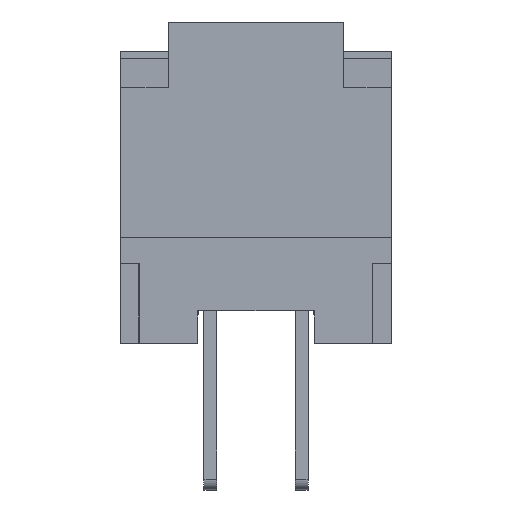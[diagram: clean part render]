
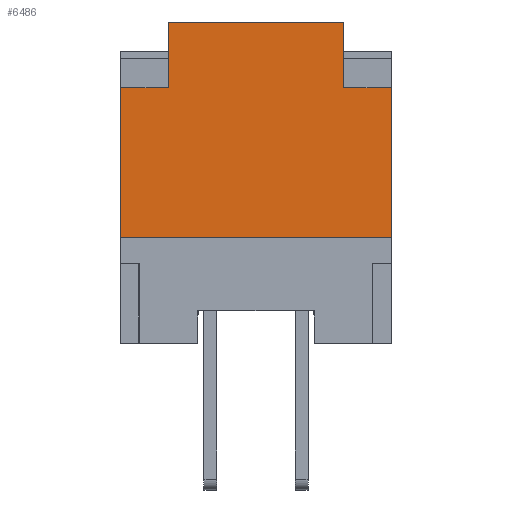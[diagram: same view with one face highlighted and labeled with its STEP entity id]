
A CAD part, front view. The second image highlights one B-rep face of the part: STEP entity #6486.
In plain terms, the highlighted face is planar.
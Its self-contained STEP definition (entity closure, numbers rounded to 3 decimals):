
#208 = VERTEX_POINT ( 'NONE', #847 ) ;
#260 = EDGE_CURVE ( 'NONE', #335, #208, #1063, .T. ) ;
#335 = VERTEX_POINT ( 'NONE', #1049 ) ;
#847 = CARTESIAN_POINT ( 'NONE',  ( 15.2, -2.1, 3.7 ) ) ;
#1049 = CARTESIAN_POINT ( 'NONE',  ( 15.2, -2.1, -3.7 ) ) ;
#1063 = LINE ( 'NONE', #1068, #1067 ) ;
#1066 = DIRECTION ( 'NONE',  ( 0., 0., 1. ) ) ;
#1067 = VECTOR ( 'NONE', #1066, 1000. ) ;
#1068 = CARTESIAN_POINT ( 'NONE',  ( 15.2, -2.1, 0. ) ) ;
#3670 = DIRECTION ( 'NONE',  ( 0., 0., -1. ) ) ;
#3671 = VECTOR ( 'NONE', #3670, 1000. ) ;
#3672 = CARTESIAN_POINT ( 'NONE',  ( 15.2, 3.8, 0. ) ) ;
#3673 = LINE ( 'NONE', #3672, #3671 ) ;
#3677 = CARTESIAN_POINT ( 'NONE',  ( 15.2, 2., 2.4 ) ) ;
#3834 = CARTESIAN_POINT ( 'NONE',  ( 15.2, 2., -2.4 ) ) ;
#4286 = FACE_OUTER_BOUND ( 'NONE', #6492, .T. ) ;
#4324 = DIRECTION ( 'NONE',  ( 0., 0., 1. ) ) ;
#4325 = DIRECTION ( 'NONE',  ( -1., 0., 0. ) ) ;
#4326 = CARTESIAN_POINT ( 'NONE',  ( 15.2, -2.1, -3.7 ) ) ;
#4327 = AXIS2_PLACEMENT_3D ( 'NONE', #4326, #4325, #4324 ) ;
#4328 = PLANE ( 'NONE',  #4327 ) ;
#4404 = CARTESIAN_POINT ( 'NONE',  ( 15.2, 2., 3.7 ) ) ;
#4415 = DIRECTION ( 'NONE',  ( 0., 0., 1. ) ) ;
#4416 = VECTOR ( 'NONE', #4415, 1000. ) ;
#4417 = CARTESIAN_POINT ( 'NONE',  ( 15.2, 2., 3.05 ) ) ;
#4418 = LINE ( 'NONE', #4417, #4416 ) ;
#4419 = DIRECTION ( 'NONE',  ( 0., 1., 0. ) ) ;
#4420 = VECTOR ( 'NONE', #4419, 1000. ) ;
#4421 = CARTESIAN_POINT ( 'NONE',  ( 15.2, -1., -3.7 ) ) ;
#4422 = LINE ( 'NONE', #4421, #4420 ) ;
#4423 = DIRECTION ( 'NONE',  ( 0., 1., 0. ) ) ;
#4424 = VECTOR ( 'NONE', #4423, 1000. ) ;
#4425 = CARTESIAN_POINT ( 'NONE',  ( 15.2, -1., 3.7 ) ) ;
#4426 = LINE ( 'NONE', #4425, #4424 ) ;
#4640 = CARTESIAN_POINT ( 'NONE',  ( 15.2, 2., -3.7 ) ) ;
#4641 = DIRECTION ( 'NONE',  ( 0., 1., 0. ) ) ;
#4642 = VECTOR ( 'NONE', #4641, 1000. ) ;
#4643 = CARTESIAN_POINT ( 'NONE',  ( 15.2, 0.85, 2.4 ) ) ;
#4644 = LINE ( 'NONE', #4643, #4642 ) ;
#4665 = CARTESIAN_POINT ( 'NONE',  ( 15.2, 3.8, 2.4 ) ) ;
#5144 = CARTESIAN_POINT ( 'NONE',  ( 15.2, 3.8, -2.4 ) ) ;
#5145 = DIRECTION ( 'NONE',  ( 0., -1., 0. ) ) ;
#5169 = VECTOR ( 'NONE', #5145, 1000. ) ;
#5170 = CARTESIAN_POINT ( 'NONE',  ( 15.2, 0.85, -2.4 ) ) ;
#5171 = LINE ( 'NONE', #5170, #5169 ) ;
#5213 = DIRECTION ( 'NONE',  ( 0., 0., -1. ) ) ;
#5217 = VECTOR ( 'NONE', #5213, 1000. ) ;
#5218 = CARTESIAN_POINT ( 'NONE',  ( 15.2, 2., 0. ) ) ;
#5219 = LINE ( 'NONE', #5218, #5217 ) ;
#6098 = VERTEX_POINT ( 'NONE', #3677 ) ;
#6102 = EDGE_CURVE ( 'NONE', #6298, #6277, #3673, .T. ) ;
#6139 = VERTEX_POINT ( 'NONE', #3834 ) ;
#6274 = EDGE_CURVE ( 'NONE', #6277, #6139, #5171, .T. ) ;
#6277 = VERTEX_POINT ( 'NONE', #5144 ) ;
#6298 = VERTEX_POINT ( 'NONE', #4665 ) ;
#6300 = EDGE_CURVE ( 'NONE', #6098, #6298, #4644, .T. ) ;
#6302 = VERTEX_POINT ( 'NONE', #4640 ) ;
#6386 = EDGE_CURVE ( 'NONE', #6139, #6302, #5219, .T. ) ;
#6400 = ORIENTED_EDGE ( 'NONE', *, *, #6542, .T. ) ;
#6486 = ADVANCED_FACE ( 'NONE', ( #4286 ), #4328, .F. ) ;
#6491 = ORIENTED_EDGE ( 'NONE', *, *, #6102, .F. ) ;
#6492 = EDGE_LOOP ( 'NONE', ( #6540, #6491, #6541, #6400, #6534, #6536, #6537, #6546 ) ) ;
#6523 = VERTEX_POINT ( 'NONE', #4404 ) ;
#6534 = ORIENTED_EDGE ( 'NONE', *, *, #6535, .F. ) ;
#6535 = EDGE_CURVE ( 'NONE', #208, #6523, #4426, .T. ) ;
#6536 = ORIENTED_EDGE ( 'NONE', *, *, #260, .F. ) ;
#6537 = ORIENTED_EDGE ( 'NONE', *, *, #6538, .T. ) ;
#6538 = EDGE_CURVE ( 'NONE', #335, #6302, #4422, .T. ) ;
#6540 = ORIENTED_EDGE ( 'NONE', *, *, #6274, .F. ) ;
#6541 = ORIENTED_EDGE ( 'NONE', *, *, #6300, .F. ) ;
#6542 = EDGE_CURVE ( 'NONE', #6098, #6523, #4418, .T. ) ;
#6546 = ORIENTED_EDGE ( 'NONE', *, *, #6386, .F. ) ;
